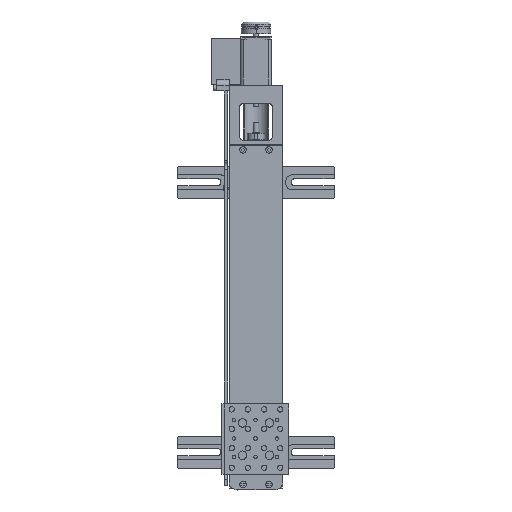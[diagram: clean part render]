
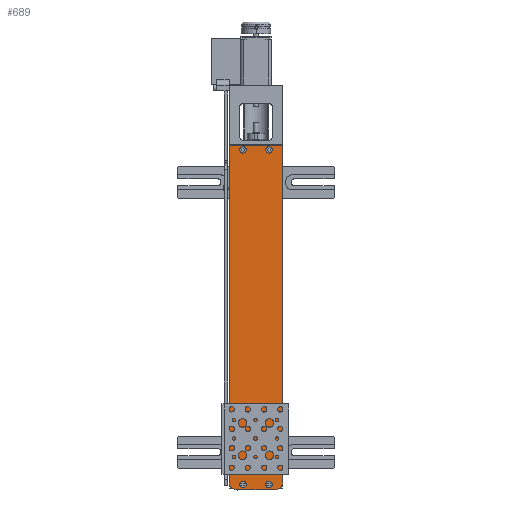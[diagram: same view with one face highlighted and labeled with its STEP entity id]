
A CAD part, top view. The second image highlights one B-rep face of the part: STEP entity #689.
In plain terms, the highlighted planar face has unit normal (0, 0, 1).
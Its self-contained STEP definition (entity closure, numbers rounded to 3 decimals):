
#122=FACE_BOUND('',#3457,.T.);
#123=FACE_BOUND('',#3458,.T.);
#124=FACE_BOUND('',#3459,.T.);
#125=FACE_BOUND('',#3460,.T.);
#689=ADVANCED_FACE('',(#2019,#122,#123,#124,#125),#22450,.T.);
#2019=FACE_OUTER_BOUND('',#3456,.T.);
#3456=EDGE_LOOP('',(#7121,#7122,#7123,#7124,#7125,#7126));
#3457=EDGE_LOOP('',(#7127,#7128));
#3458=EDGE_LOOP('',(#7129,#7130));
#3459=EDGE_LOOP('',(#7131,#7132));
#3460=EDGE_LOOP('',(#7133,#7134));
#7121=ORIENTED_EDGE('',*,*,#13306,.T.);
#7122=ORIENTED_EDGE('',*,*,#13304,.F.);
#7123=ORIENTED_EDGE('',*,*,#13298,.F.);
#7124=ORIENTED_EDGE('',*,*,#13295,.F.);
#7125=ORIENTED_EDGE('',*,*,#13290,.F.);
#7126=ORIENTED_EDGE('',*,*,#13287,.F.);
#7127=ORIENTED_EDGE('',*,*,#13268,.T.);
#7128=ORIENTED_EDGE('',*,*,#13267,.T.);
#7129=ORIENTED_EDGE('',*,*,#13272,.T.);
#7130=ORIENTED_EDGE('',*,*,#13271,.T.);
#7131=ORIENTED_EDGE('',*,*,#13276,.T.);
#7132=ORIENTED_EDGE('',*,*,#13275,.T.);
#7133=ORIENTED_EDGE('',*,*,#13280,.T.);
#7134=ORIENTED_EDGE('',*,*,#13279,.T.);
#13267=EDGE_CURVE('',#20310,#20311,#18394,.T.);
#13268=EDGE_CURVE('',#20311,#20310,#18395,.T.);
#13271=EDGE_CURVE('',#20313,#20314,#18397,.T.);
#13272=EDGE_CURVE('',#20314,#20313,#18398,.T.);
#13275=EDGE_CURVE('',#20316,#20317,#18400,.T.);
#13276=EDGE_CURVE('',#20317,#20316,#18401,.T.);
#13279=EDGE_CURVE('',#20319,#20320,#18403,.T.);
#13280=EDGE_CURVE('',#20320,#20319,#18404,.T.);
#13287=EDGE_CURVE('',#20324,#20325,#18409,.T.);
#13290=EDGE_CURVE('',#20325,#20327,#16423,.T.);
#13295=EDGE_CURVE('',#20327,#20330,#16428,.T.);
#13298=EDGE_CURVE('',#20330,#20332,#16431,.T.);
#13304=EDGE_CURVE('',#20332,#20335,#18414,.T.);
#13306=EDGE_CURVE('',#20324,#20335,#16434,.T.);
#16423=B_SPLINE_CURVE_WITH_KNOTS('',1,(#41269,#41270),.UNSPECIFIED.,.F.,
 .F.,(2,2),(0.,311.5),.UNSPECIFIED.);
#16428=B_SPLINE_CURVE_WITH_KNOTS('',1,(#41279,#41280),.UNSPECIFIED.,.F.,
 .F.,(2,2),(0.,50.),.UNSPECIFIED.);
#16431=B_SPLINE_CURVE_WITH_KNOTS('',1,(#41285,#41286),.UNSPECIFIED.,.F.,
 .F.,(2,2),(0.,311.5),.UNSPECIFIED.);
#16434=B_SPLINE_CURVE_WITH_KNOTS('',1,(#41306,#41307),.UNSPECIFIED.,.F.,
 .F.,(2,2),(0.,34.),.UNSPECIFIED.);
#18394=(
BOUNDED_CURVE()
B_SPLINE_CURVE(2,(#41185,#41186,#41187,#41188,#41189),.UNSPECIFIED.,.F.,
 .F.)
B_SPLINE_CURVE_WITH_KNOTS((3,2,3),(-5.341,-2.67,
0.),.UNSPECIFIED.)
CURVE()
GEOMETRIC_REPRESENTATION_ITEM()
RATIONAL_B_SPLINE_CURVE((1.,0.707,1.,0.707,1.))
REPRESENTATION_ITEM('')
);
#18395=(
BOUNDED_CURVE()
B_SPLINE_CURVE(2,(#41190,#41191,#41192,#41193,#41194),.UNSPECIFIED.,.F.,
 .F.)
B_SPLINE_CURVE_WITH_KNOTS((3,2,3),(-5.341,-2.67,
0.),.UNSPECIFIED.)
CURVE()
GEOMETRIC_REPRESENTATION_ITEM()
RATIONAL_B_SPLINE_CURVE((1.,0.707,1.,0.707,1.))
REPRESENTATION_ITEM('')
);
#18397=(
BOUNDED_CURVE()
B_SPLINE_CURVE(2,(#41202,#41203,#41204,#41205,#41206),.UNSPECIFIED.,.F.,
 .F.)
B_SPLINE_CURVE_WITH_KNOTS((3,2,3),(-5.341,-2.67,
0.),.UNSPECIFIED.)
CURVE()
GEOMETRIC_REPRESENTATION_ITEM()
RATIONAL_B_SPLINE_CURVE((1.,0.707,1.,0.707,1.))
REPRESENTATION_ITEM('')
);
#18398=(
BOUNDED_CURVE()
B_SPLINE_CURVE(2,(#41207,#41208,#41209,#41210,#41211),.UNSPECIFIED.,.F.,
 .F.)
B_SPLINE_CURVE_WITH_KNOTS((3,2,3),(-5.341,-2.67,
0.),.UNSPECIFIED.)
CURVE()
GEOMETRIC_REPRESENTATION_ITEM()
RATIONAL_B_SPLINE_CURVE((1.,0.707,1.,0.707,1.))
REPRESENTATION_ITEM('')
);
#18400=(
BOUNDED_CURVE()
B_SPLINE_CURVE(2,(#41219,#41220,#41221,#41222,#41223),.UNSPECIFIED.,.F.,
 .F.)
B_SPLINE_CURVE_WITH_KNOTS((3,2,3),(-5.341,-2.67,
0.),.UNSPECIFIED.)
CURVE()
GEOMETRIC_REPRESENTATION_ITEM()
RATIONAL_B_SPLINE_CURVE((1.,0.707,1.,0.707,1.))
REPRESENTATION_ITEM('')
);
#18401=(
BOUNDED_CURVE()
B_SPLINE_CURVE(2,(#41224,#41225,#41226,#41227,#41228),.UNSPECIFIED.,.F.,
 .F.)
B_SPLINE_CURVE_WITH_KNOTS((3,2,3),(-5.341,-2.67,
0.),.UNSPECIFIED.)
CURVE()
GEOMETRIC_REPRESENTATION_ITEM()
RATIONAL_B_SPLINE_CURVE((1.,0.707,1.,0.707,1.))
REPRESENTATION_ITEM('')
);
#18403=(
BOUNDED_CURVE()
B_SPLINE_CURVE(2,(#41236,#41237,#41238,#41239,#41240),.UNSPECIFIED.,.F.,
 .F.)
B_SPLINE_CURVE_WITH_KNOTS((3,2,3),(-5.341,-2.67,
0.),.UNSPECIFIED.)
CURVE()
GEOMETRIC_REPRESENTATION_ITEM()
RATIONAL_B_SPLINE_CURVE((1.,0.707,1.,0.707,1.))
REPRESENTATION_ITEM('')
);
#18404=(
BOUNDED_CURVE()
B_SPLINE_CURVE(2,(#41241,#41242,#41243,#41244,#41245),.UNSPECIFIED.,.F.,
 .F.)
B_SPLINE_CURVE_WITH_KNOTS((3,2,3),(-5.341,-2.67,0.),
 .UNSPECIFIED.)
CURVE()
GEOMETRIC_REPRESENTATION_ITEM()
RATIONAL_B_SPLINE_CURVE((1.,0.707,1.,0.707,1.))
REPRESENTATION_ITEM('')
);
#18409=(
BOUNDED_CURVE()
B_SPLINE_CURVE(2,(#41262,#41263,#41264),.UNSPECIFIED.,.F.,.F.)
B_SPLINE_CURVE_WITH_KNOTS((3,3),(0.,12.566),.UNSPECIFIED.)
CURVE()
GEOMETRIC_REPRESENTATION_ITEM()
RATIONAL_B_SPLINE_CURVE((1.,0.707,1.))
REPRESENTATION_ITEM('')
);
#18414=(
BOUNDED_CURVE()
B_SPLINE_CURVE(2,(#41301,#41302,#41303),.UNSPECIFIED.,.F.,.F.)
B_SPLINE_CURVE_WITH_KNOTS((3,3),(0.,12.566),.UNSPECIFIED.)
CURVE()
GEOMETRIC_REPRESENTATION_ITEM()
RATIONAL_B_SPLINE_CURVE((1.,0.707,1.))
REPRESENTATION_ITEM('')
);
#20310=VERTEX_POINT('',#34977);
#20311=VERTEX_POINT('',#34978);
#20313=VERTEX_POINT('',#34980);
#20314=VERTEX_POINT('',#34981);
#20316=VERTEX_POINT('',#34983);
#20317=VERTEX_POINT('',#34984);
#20319=VERTEX_POINT('',#34986);
#20320=VERTEX_POINT('',#34987);
#20324=VERTEX_POINT('',#34991);
#20325=VERTEX_POINT('',#34992);
#20327=VERTEX_POINT('',#34994);
#20330=VERTEX_POINT('',#34997);
#20332=VERTEX_POINT('',#34999);
#20335=VERTEX_POINT('',#35002);
#22450=PLANE('',#23522);
#23522=AXIS2_PLACEMENT_3D('',#28662,#24634,$);
#24634=DIRECTION('',(0.,0.,1.));
#28662=CARTESIAN_POINT('',(-30.12,-248.82,45.5));
#34977=CARTESIAN_POINT('',(-10.3,98.25,45.5));
#34978=CARTESIAN_POINT('',(-13.7,98.25,45.5));
#34980=CARTESIAN_POINT('',(-10.3,-211.75,45.5));
#34981=CARTESIAN_POINT('',(-13.7,-211.75,45.5));
#34983=CARTESIAN_POINT('',(13.7,-211.75,45.5));
#34984=CARTESIAN_POINT('',(10.3,-211.75,45.5));
#34986=CARTESIAN_POINT('',(13.7,98.25,45.5));
#34987=CARTESIAN_POINT('',(10.3,98.25,45.5));
#34991=CARTESIAN_POINT('',(-17.,-216.75,45.5));
#34992=CARTESIAN_POINT('',(-25.,-208.75,45.5));
#34994=CARTESIAN_POINT('',(-25.,102.75,45.5));
#34997=CARTESIAN_POINT('',(25.,102.75,45.5));
#34999=CARTESIAN_POINT('',(25.,-208.75,45.5));
#35002=CARTESIAN_POINT('',(17.,-216.75,45.5));
#41185=CARTESIAN_POINT('',(-10.3,98.25,45.5));
#41186=CARTESIAN_POINT('',(-10.3,96.55,45.5));
#41187=CARTESIAN_POINT('',(-12.,96.55,45.5));
#41188=CARTESIAN_POINT('',(-13.7,96.55,45.5));
#41189=CARTESIAN_POINT('',(-13.7,98.25,45.5));
#41190=CARTESIAN_POINT('',(-13.7,98.25,45.5));
#41191=CARTESIAN_POINT('',(-13.7,99.95,45.5));
#41192=CARTESIAN_POINT('',(-12.,99.95,45.5));
#41193=CARTESIAN_POINT('',(-10.3,99.95,45.5));
#41194=CARTESIAN_POINT('',(-10.3,98.25,45.5));
#41202=CARTESIAN_POINT('',(-10.3,-211.75,45.5));
#41203=CARTESIAN_POINT('',(-10.3,-213.45,45.5));
#41204=CARTESIAN_POINT('',(-12.,-213.45,45.5));
#41205=CARTESIAN_POINT('',(-13.7,-213.45,45.5));
#41206=CARTESIAN_POINT('',(-13.7,-211.75,45.5));
#41207=CARTESIAN_POINT('',(-13.7,-211.75,45.5));
#41208=CARTESIAN_POINT('',(-13.7,-210.05,45.5));
#41209=CARTESIAN_POINT('',(-12.,-210.05,45.5));
#41210=CARTESIAN_POINT('',(-10.3,-210.05,45.5));
#41211=CARTESIAN_POINT('',(-10.3,-211.75,45.5));
#41219=CARTESIAN_POINT('',(13.7,-211.75,45.5));
#41220=CARTESIAN_POINT('',(13.7,-213.45,45.5));
#41221=CARTESIAN_POINT('',(12.,-213.45,45.5));
#41222=CARTESIAN_POINT('',(10.3,-213.45,45.5));
#41223=CARTESIAN_POINT('',(10.3,-211.75,45.5));
#41224=CARTESIAN_POINT('',(10.3,-211.75,45.5));
#41225=CARTESIAN_POINT('',(10.3,-210.05,45.5));
#41226=CARTESIAN_POINT('',(12.,-210.05,45.5));
#41227=CARTESIAN_POINT('',(13.7,-210.05,45.5));
#41228=CARTESIAN_POINT('',(13.7,-211.75,45.5));
#41236=CARTESIAN_POINT('',(13.7,98.25,45.5));
#41237=CARTESIAN_POINT('',(13.7,96.55,45.5));
#41238=CARTESIAN_POINT('',(12.,96.55,45.5));
#41239=CARTESIAN_POINT('',(10.3,96.55,45.5));
#41240=CARTESIAN_POINT('',(10.3,98.25,45.5));
#41241=CARTESIAN_POINT('',(10.3,98.25,45.5));
#41242=CARTESIAN_POINT('',(10.3,99.95,45.5));
#41243=CARTESIAN_POINT('',(12.,99.95,45.5));
#41244=CARTESIAN_POINT('',(13.7,99.95,45.5));
#41245=CARTESIAN_POINT('',(13.7,98.25,45.5));
#41262=CARTESIAN_POINT('',(-17.,-216.75,45.5));
#41263=CARTESIAN_POINT('',(-25.,-216.75,45.5));
#41264=CARTESIAN_POINT('',(-25.,-208.75,45.5));
#41269=CARTESIAN_POINT('',(-25.,-208.75,45.5));
#41270=CARTESIAN_POINT('',(-25.,102.75,45.5));
#41279=CARTESIAN_POINT('',(-25.,102.75,45.5));
#41280=CARTESIAN_POINT('',(25.,102.75,45.5));
#41285=CARTESIAN_POINT('',(25.,102.75,45.5));
#41286=CARTESIAN_POINT('',(25.,-208.75,45.5));
#41301=CARTESIAN_POINT('',(25.,-208.75,45.5));
#41302=CARTESIAN_POINT('',(25.,-216.75,45.5));
#41303=CARTESIAN_POINT('',(17.,-216.75,45.5));
#41306=CARTESIAN_POINT('',(-17.,-216.75,45.5));
#41307=CARTESIAN_POINT('',(17.,-216.75,45.5));
